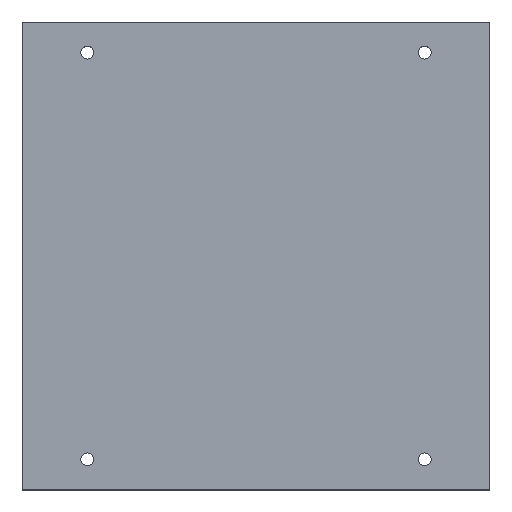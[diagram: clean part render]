
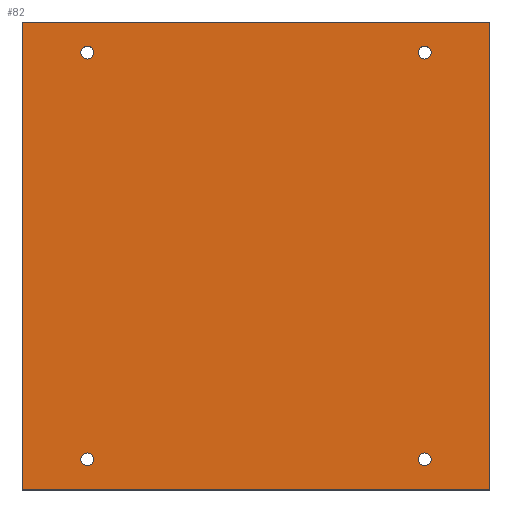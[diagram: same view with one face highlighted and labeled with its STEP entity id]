
A CAD part, top view. The second image highlights one B-rep face of the part: STEP entity #82.
In plain terms, the highlighted planar face has unit normal (0, 0, 1).
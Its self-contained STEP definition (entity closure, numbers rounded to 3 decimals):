
#82 = ADVANCED_FACE( '', ( #103, #104, #105, #106, #107 ), #108, .T. );
#103 = FACE_BOUND( '', #135, .T. );
#104 = FACE_BOUND( '', #136, .T. );
#105 = FACE_BOUND( '', #137, .T. );
#106 = FACE_BOUND( '', #138, .T. );
#107 = FACE_OUTER_BOUND( '', #139, .T. );
#108 = PLANE( '', #140 );
#135 = EDGE_LOOP( '', ( #192 ) );
#136 = EDGE_LOOP( '', ( #193 ) );
#137 = EDGE_LOOP( '', ( #194 ) );
#138 = EDGE_LOOP( '', ( #195 ) );
#139 = EDGE_LOOP( '', ( #196, #197, #198, #199 ) );
#140 = AXIS2_PLACEMENT_3D( '', #200, #201, #202 );
#192 = ORIENTED_EDGE( '', *, *, #239, .F. );
#193 = ORIENTED_EDGE( '', *, *, #240, .F. );
#194 = ORIENTED_EDGE( '', *, *, #241, .F. );
#195 = ORIENTED_EDGE( '', *, *, #242, .F. );
#196 = ORIENTED_EDGE( '', *, *, #225, .T. );
#197 = ORIENTED_EDGE( '', *, *, #235, .T. );
#198 = ORIENTED_EDGE( '', *, *, #237, .T. );
#199 = ORIENTED_EDGE( '', *, *, #238, .T. );
#200 = CARTESIAN_POINT( '', ( -398., 398., 56. ) );
#201 = DIRECTION( '', ( 0., 0., 1. ) );
#202 = DIRECTION( '', ( 1., 0., 0. ) );
#225 = EDGE_CURVE( '', #248, #246, #249, .T. );
#235 = EDGE_CURVE( '', #246, #264, #266, .T. );
#237 = EDGE_CURVE( '', #264, #267, #269, .T. );
#238 = EDGE_CURVE( '', #267, #248, #270, .T. );
#239 = EDGE_CURVE( '', #271, #271, #272, .T. );
#240 = EDGE_CURVE( '', #273, #273, #274, .T. );
#241 = EDGE_CURVE( '', #275, #275, #276, .T. );
#242 = EDGE_CURVE( '', #277, #277, #278, .T. );
#246 = VERTEX_POINT( '', #283 );
#248 = VERTEX_POINT( '', #286 );
#249 = LINE( '', #287, #288 );
#264 = VERTEX_POINT( '', #307 );
#266 = LINE( '', #310, #311 );
#267 = VERTEX_POINT( '', #312 );
#269 = LINE( '', #315, #316 );
#270 = LINE( '', #317, #318 );
#271 = VERTEX_POINT( '', #319 );
#272 = CIRCLE( '', #320, 11. );
#273 = VERTEX_POINT( '', #321 );
#274 = CIRCLE( '', #322, 11. );
#275 = VERTEX_POINT( '', #323 );
#276 = CIRCLE( '', #324, 11. );
#277 = VERTEX_POINT( '', #325 );
#278 = CIRCLE( '', #326, 11. );
#283 = CARTESIAN_POINT( '', ( -398., 398., 56. ) );
#286 = CARTESIAN_POINT( '', ( 398., 398., 56. ) );
#287 = CARTESIAN_POINT( '', ( 398., 398., 56. ) );
#288 = VECTOR( '', #329, 1000. );
#307 = CARTESIAN_POINT( '', ( -398., -398., 56. ) );
#310 = CARTESIAN_POINT( '', ( -398., 398., 56. ) );
#311 = VECTOR( '', #347, 1000. );
#312 = CARTESIAN_POINT( '', ( 398., -398., 56. ) );
#315 = CARTESIAN_POINT( '', ( -398., -398., 56. ) );
#316 = VECTOR( '', #349, 1000. );
#317 = CARTESIAN_POINT( '', ( 398., -398., 56. ) );
#318 = VECTOR( '', #350, 1000. );
#319 = CARTESIAN_POINT( '', ( -276., 346., 56. ) );
#320 = AXIS2_PLACEMENT_3D( '', #351, #352, #353 );
#321 = CARTESIAN_POINT( '', ( 298., 346., 56. ) );
#322 = AXIS2_PLACEMENT_3D( '', #354, #355, #356 );
#323 = CARTESIAN_POINT( '', ( 298., -346., 56. ) );
#324 = AXIS2_PLACEMENT_3D( '', #357, #358, #359 );
#325 = CARTESIAN_POINT( '', ( -276., -346., 56. ) );
#326 = AXIS2_PLACEMENT_3D( '', #360, #361, #362 );
#329 = DIRECTION( '', ( -1., 0., 0. ) );
#347 = DIRECTION( '', ( 0., -1., 0. ) );
#349 = DIRECTION( '', ( 1., 0., 0. ) );
#350 = DIRECTION( '', ( 0., 1., 0. ) );
#351 = CARTESIAN_POINT( '', ( -287., 346., 56. ) );
#352 = DIRECTION( '', ( 0., 0., 1. ) );
#353 = DIRECTION( '', ( 1., 0., 0. ) );
#354 = CARTESIAN_POINT( '', ( 287., 346., 56. ) );
#355 = DIRECTION( '', ( 0., 0., 1. ) );
#356 = DIRECTION( '', ( 1., 0., 0. ) );
#357 = CARTESIAN_POINT( '', ( 287., -346., 56. ) );
#358 = DIRECTION( '', ( 0., 0., 1. ) );
#359 = DIRECTION( '', ( 1., 0., 0. ) );
#360 = CARTESIAN_POINT( '', ( -287., -346., 56. ) );
#361 = DIRECTION( '', ( 0., 0., 1. ) );
#362 = DIRECTION( '', ( 1., 0., 0. ) );
